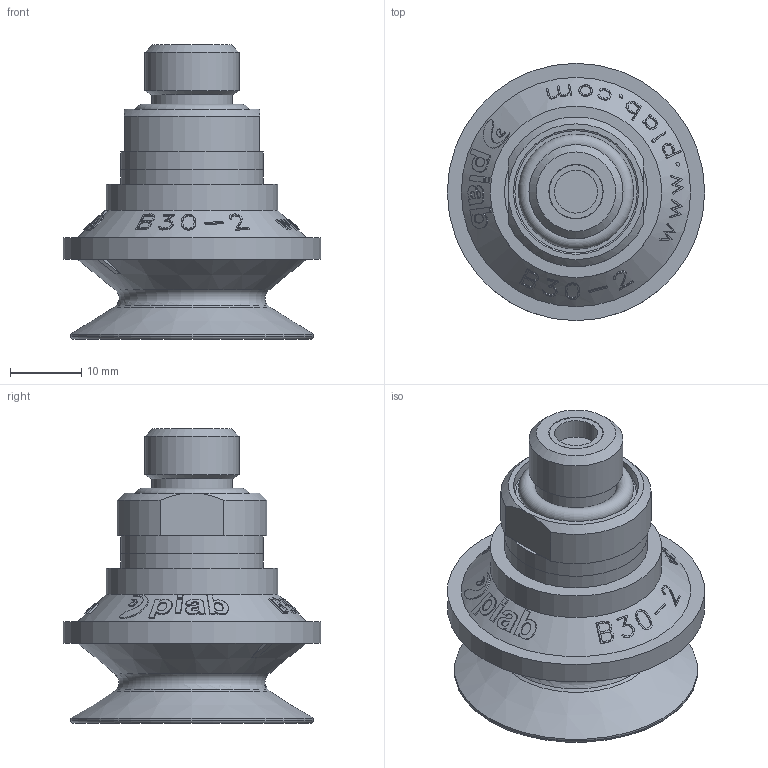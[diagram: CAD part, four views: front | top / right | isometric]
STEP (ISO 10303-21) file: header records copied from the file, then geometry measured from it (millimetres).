
FILE_DESCRIPTION(/* description */ ('Unknown'),/* implementation_level */ '2;1');
FILE_NAME(/* name */ 'S_A006_B022',/* time_stamp */ '2018-11-01T10:34:33+01:00',/* author */ ('Unknown'),/* organization */ ('Unknown'),/* preprocessor_version */ 'ST-DEVELOPER v16.7',/* originating_system */ 'DEX',/* authorisation */ $);
FILE_SCHEMA (('AUTOMOTIVE_DESIGN {1 0 10303 214 3 1 1}'));
Length unit declared in the file: millimetre
Products named in the file (5): S_A006_B022; A006_B30-2; B022_Fitting 40 04AB
Assembly tree (4 placements, depth 3):
  S_A006_B022
    A006_B30-2
      A006_B30-2
    B022_Fitting 40 04AB
      B022_Fitting 40 04AB
Bounding box: 36 x 36 x 41.2 mm (x, y, z)
Volume: 15018.7 mm3; surface area: 8465.2 mm2
Topology: 3 solids, 4 shells, 719 faces, 1919 edges, 1253 vertices
Faces by surface type: plane 431, bspline 141, cylinder 68, cone 45, sphere 28, torus 6
Full cylindrical faces by diameter (mm): 5 x1, 6 x2, 6.35 x1, 7.3 x1, 7.5 x2, 7.6 x1, 10 x1, 11.3 x1, 13.16 x1, 17.5 x1, 20 x2, 24 x1, 34 x1, 36 x1
Entity records: 29463 total; most frequent: CARTESIAN_POINT 9322, ORIENTED_EDGE 3748, DIRECTION 2007, EDGE_CURVE 1874, VERTEX_POINT 1241, B_SPLINE_CURVE_WITH_KNOTS 1206, FACE_BOUND 799, EDGE_LOOP 798
